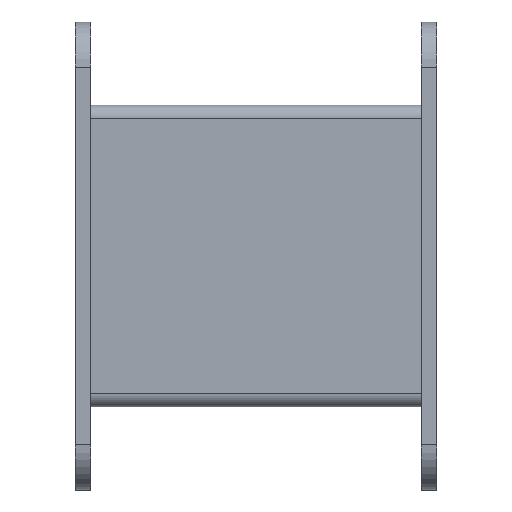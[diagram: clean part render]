
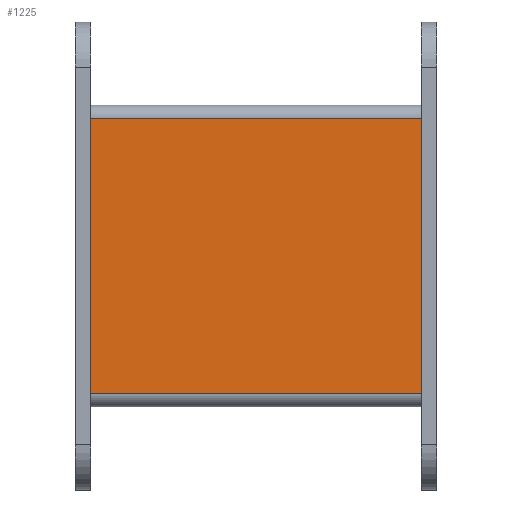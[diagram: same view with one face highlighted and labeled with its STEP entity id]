
A CAD part, left-side view. The second image highlights one B-rep face of the part: STEP entity #1225.
In plain terms, the highlighted planar face has unit normal (-1, 0, 0).
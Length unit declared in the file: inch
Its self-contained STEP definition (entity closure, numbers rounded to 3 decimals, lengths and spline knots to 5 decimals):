
#2 = CARTESIAN_POINT ( 'NONE',  ( -1.25, 1.375, 0.108 ) ) ;
#273 = VECTOR ( 'NONE', #2366, 39.37008 ) ;
#343 = DIRECTION ( 'NONE',  ( -1., 0., 0. ) ) ;
#392 = VECTOR ( 'NONE', #2397, 39.37008 ) ;
#422 = CARTESIAN_POINT ( 'NONE',  ( -1.25, 1.375, 0.108 ) ) ;
#570 = DIRECTION ( 'NONE',  ( 0., 0., 1. ) ) ;
#735 = CARTESIAN_POINT ( 'NONE',  ( -1.25, 1.375, 2.5 ) ) ;
#739 = LINE ( 'NONE', #2149, #1841 ) ;
#748 = DIRECTION ( 'NONE',  ( 0., 0., 1. ) ) ;
#779 = DIRECTION ( 'NONE',  ( 0., 0., -1. ) ) ;
#795 = LINE ( 'NONE', #2010, #273 ) ;
#817 = VERTEX_POINT ( 'NONE', #822 ) ;
#822 = CARTESIAN_POINT ( 'NONE',  ( -1.25, 1.375, 2.392 ) ) ;
#1202 = VERTEX_POINT ( 'NONE', #2554 ) ;
#1225 = ADVANCED_FACE ( 'NONE', ( #1717 ), #2516, .T. ) ;
#1236 = VERTEX_POINT ( 'NONE', #422 ) ;
#1264 = EDGE_CURVE ( 'NONE', #1202, #817, #795, .T. ) ;
#1292 = ORIENTED_EDGE ( 'NONE', *, *, #2239, .T. ) ;
#1329 = VERTEX_POINT ( 'NONE', #1393 ) ;
#1385 = VECTOR ( 'NONE', #570, 39.37008 ) ;
#1393 = CARTESIAN_POINT ( 'NONE',  ( -1.25, -1.375, 0.108 ) ) ;
#1717 = FACE_OUTER_BOUND ( 'NONE', #2459, .T. ) ;
#1841 = VECTOR ( 'NONE', #779, 39.37008 ) ;
#1949 = CARTESIAN_POINT ( 'NONE',  ( -1.25, -1.375, 2.5 ) ) ;
#1957 = EDGE_CURVE ( 'NONE', #1236, #1329, #2209, .T. ) ;
#2010 = CARTESIAN_POINT ( 'NONE',  ( -1.25, 1.375, 2.392 ) ) ;
#2116 = ORIENTED_EDGE ( 'NONE', *, *, #2312, .T. ) ;
#2149 = CARTESIAN_POINT ( 'NONE',  ( -1.25, 1.375, 2.5 ) ) ;
#2209 = LINE ( 'NONE', #2, #392 ) ;
#2239 = EDGE_CURVE ( 'NONE', #817, #1236, #739, .T. ) ;
#2245 = ORIENTED_EDGE ( 'NONE', *, *, #1957, .T. ) ;
#2312 = EDGE_CURVE ( 'NONE', #1329, #1202, #2347, .T. ) ;
#2347 = LINE ( 'NONE', #1949, #1385 ) ;
#2366 = DIRECTION ( 'NONE',  ( 0., 1., 0. ) ) ;
#2397 = DIRECTION ( 'NONE',  ( 0., -1., 0. ) ) ;
#2414 = ORIENTED_EDGE ( 'NONE', *, *, #1264, .T. ) ;
#2459 = EDGE_LOOP ( 'NONE', ( #1292, #2245, #2116, #2414 ) ) ;
#2480 = AXIS2_PLACEMENT_3D ( 'NONE', #735, #343, #748 ) ;
#2516 = PLANE ( 'NONE',  #2480 ) ;
#2554 = CARTESIAN_POINT ( 'NONE',  ( -1.25, -1.375, 2.392 ) ) ;
